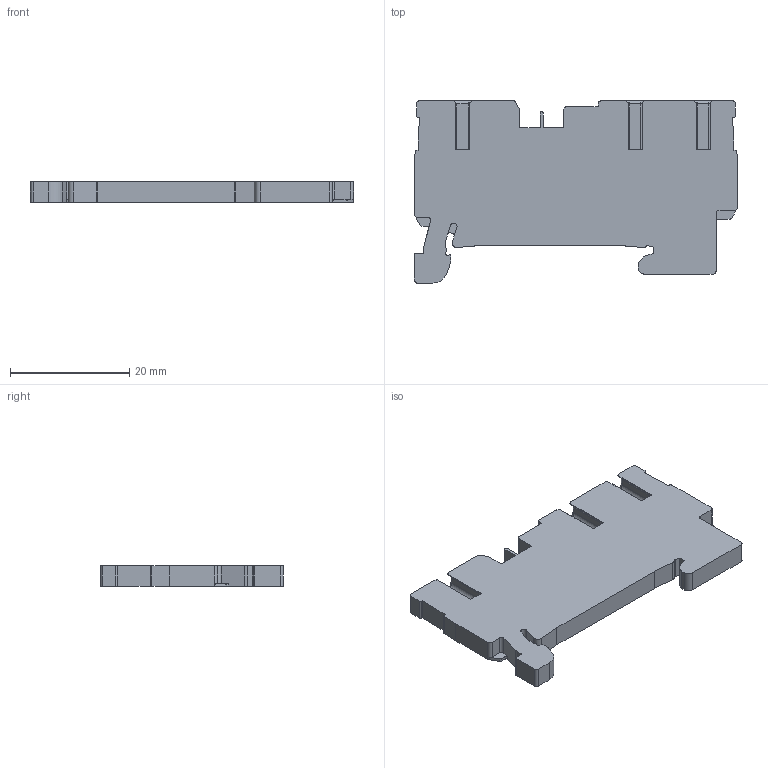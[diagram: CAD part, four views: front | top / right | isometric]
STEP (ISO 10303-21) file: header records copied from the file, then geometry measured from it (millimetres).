
FILE_DESCRIPTION((''),'2;1');
FILE_NAME('PRK1-5_ISO_3A','2019-07-19T',('Christian Carl'),(''),'CREO PARAMETRIC BY PTC INC, 2016380','CREO PARAMETRIC BY PTC INC, 2016380','');
FILE_SCHEMA(('CONFIG_CONTROL_DESIGN'));
Length unit declared in the file: millimetre
Products named in the file (1): PRK1-5_ISO_3A
Bounding box: 54.1 x 30.5 x 3.5 mm (x, y, z)
Volume: 3952.4 mm3; surface area: 4137.7 mm2
Topology: 1 solids, 1 shells, 255 faces, 731 edges, 484 vertices
Faces by surface type: plane 160, cylinder 83, cone 12
Entity records: 8410 total; most frequent: CARTESIAN_POINT 1569, ORIENTED_EDGE 1462, DIRECTION 1395, EDGE_CURVE 731, VECTOR 525, LINE 525, VERTEX_POINT 484, AXIS2_PLACEMENT_3D 435
